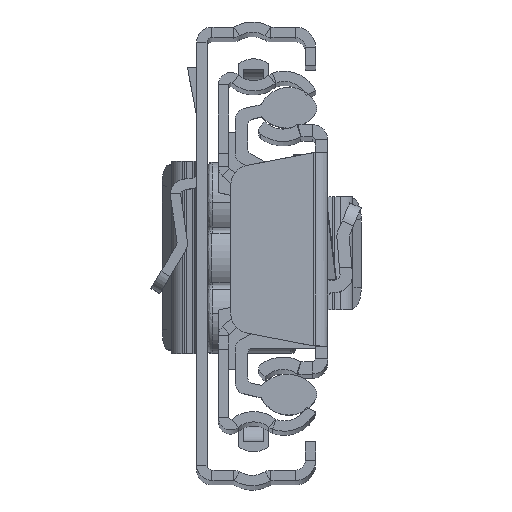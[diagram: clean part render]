
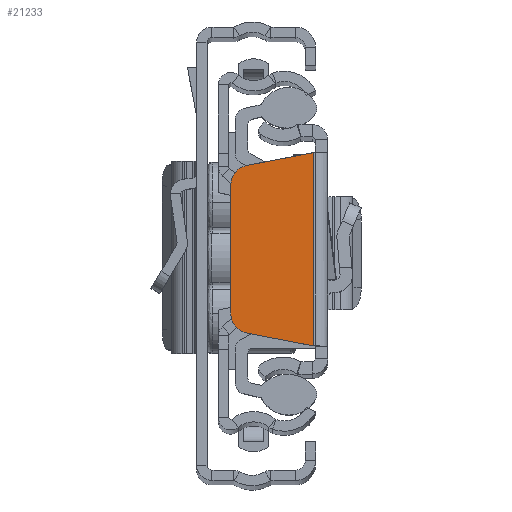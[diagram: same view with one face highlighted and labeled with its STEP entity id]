
A CAD part, top view. The second image highlights one B-rep face of the part: STEP entity #21233.
In plain terms, the highlighted planar face has unit normal (0, 0, 1).
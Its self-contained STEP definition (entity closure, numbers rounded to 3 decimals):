
#2128 = DIRECTION ( 'NONE',  ( -0.982, -0.189, 0. ) ) ;
#2141 = DIRECTION ( 'NONE',  ( 0., 0., 1. ) ) ;
#2390 = CARTESIAN_POINT ( 'NONE',  ( -1.36, 9.379, 0. ) ) ;
#2565 = CARTESIAN_POINT ( 'NONE',  ( -7.778, -8.147, 0. ) ) ;
#2703 = DIRECTION ( 'NONE',  ( -1., 0., 0. ) ) ;
#3044 = DIRECTION ( 'NONE',  ( 0., -1., 0. ) ) ;
#3108 = VERTEX_POINT ( 'NONE', #5939 ) ;
#3332 = CARTESIAN_POINT ( 'NONE',  ( -7.778, 8.147, 0. ) ) ;
#3502 = EDGE_CURVE ( 'NONE', #13405, #5029, #8096, .T. ) ;
#4010 = EDGE_CURVE ( 'NONE', #13405, #16068, #17072, .T. ) ;
#4170 = DIRECTION ( 'NONE',  ( 0., 0., 1. ) ) ;
#4210 = DIRECTION ( 'NONE',  ( -1., 0., 0. ) ) ;
#4357 = AXIS2_PLACEMENT_3D ( 'NONE', #15644, #2141, #4210 ) ;
#4550 = CARTESIAN_POINT ( 'NONE',  ( -9.401, 0., 0. ) ) ;
#4705 = CARTESIAN_POINT ( 'NONE',  ( -1.36, -9.379, 0. ) ) ;
#5029 = VERTEX_POINT ( 'NONE', #4705 ) ;
#5939 = CARTESIAN_POINT ( 'NONE',  ( -9.401, -6.183, 0. ) ) ;
#6183 = EDGE_LOOP ( 'NONE', ( #19753, #15054, #18536, #17144, #18243, #13721 ) ) ;
#6209 = CARTESIAN_POINT ( 'NONE',  ( 0., 0., 0. ) ) ;
#6746 = CARTESIAN_POINT ( 'NONE',  ( -1.786, 9.298, 0. ) ) ;
#7139 = VERTEX_POINT ( 'NONE', #15699 ) ;
#8096 = LINE ( 'NONE', #15009, #12027 ) ;
#8118 = CARTESIAN_POINT ( 'NONE',  ( -1.786, -9.298, 0. ) ) ;
#8515 = VECTOR ( 'NONE', #14810, 1000. ) ;
#9624 = DIRECTION ( 'NONE',  ( 0., 0., -1. ) ) ;
#10204 = LINE ( 'NONE', #8118, #8515 ) ;
#11263 = DIRECTION ( 'NONE',  ( 0., -1., 0. ) ) ;
#12027 = VECTOR ( 'NONE', #3044, 1000. ) ;
#13231 = EDGE_CURVE ( 'NONE', #21508, #5029, #10204, .T. ) ;
#13405 = VERTEX_POINT ( 'NONE', #2390 ) ;
#13702 = EDGE_CURVE ( 'NONE', #7139, #3108, #15973, .T. ) ;
#13721 = ORIENTED_EDGE ( 'NONE', *, *, #14530, .T. ) ;
#13836 = CIRCLE ( 'NONE', #4357, 2. ) ;
#14530 = EDGE_CURVE ( 'NONE', #16068, #7139, #18779, .T. ) ;
#14810 = DIRECTION ( 'NONE',  ( 0.982, -0.189, 0. ) ) ;
#15009 = CARTESIAN_POINT ( 'NONE',  ( -1.36, -9.379, 0. ) ) ;
#15054 = ORIENTED_EDGE ( 'NONE', *, *, #15862, .T. ) ;
#15644 = CARTESIAN_POINT ( 'NONE',  ( -7.401, -6.183, 0. ) ) ;
#15699 = CARTESIAN_POINT ( 'NONE',  ( -9.401, 6.183, 0. ) ) ;
#15862 = EDGE_CURVE ( 'NONE', #3108, #21508, #13836, .T. ) ;
#15973 = LINE ( 'NONE', #4550, #19051 ) ;
#16068 = VERTEX_POINT ( 'NONE', #3332 ) ;
#16410 = FACE_OUTER_BOUND ( 'NONE', #6183, .T. ) ;
#17072 = LINE ( 'NONE', #6746, #17636 ) ;
#17144 = ORIENTED_EDGE ( 'NONE', *, *, #3502, .F. ) ;
#17370 = DIRECTION ( 'NONE',  ( -1., 0., 0. ) ) ;
#17636 = VECTOR ( 'NONE', #2128, 1000. ) ;
#17686 = CARTESIAN_POINT ( 'NONE',  ( -7.401, 6.183, 0. ) ) ;
#17748 = PLANE ( 'NONE',  #21172 ) ;
#18243 = ORIENTED_EDGE ( 'NONE', *, *, #4010, .T. ) ;
#18536 = ORIENTED_EDGE ( 'NONE', *, *, #13231, .T. ) ;
#18779 = CIRCLE ( 'NONE', #19828, 2. ) ;
#19051 = VECTOR ( 'NONE', #11263, 1000. ) ;
#19753 = ORIENTED_EDGE ( 'NONE', *, *, #13702, .T. ) ;
#19828 = AXIS2_PLACEMENT_3D ( 'NONE', #17686, #4170, #17370 ) ;
#21172 = AXIS2_PLACEMENT_3D ( 'NONE', #6209, #9624, #2703 ) ;
#21233 = ADVANCED_FACE ( 'NONE', ( #16410 ), #17748, .F. ) ;
#21508 = VERTEX_POINT ( 'NONE', #2565 ) ;
